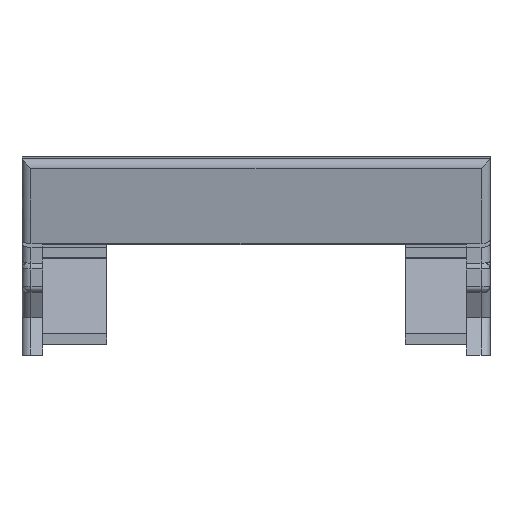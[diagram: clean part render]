
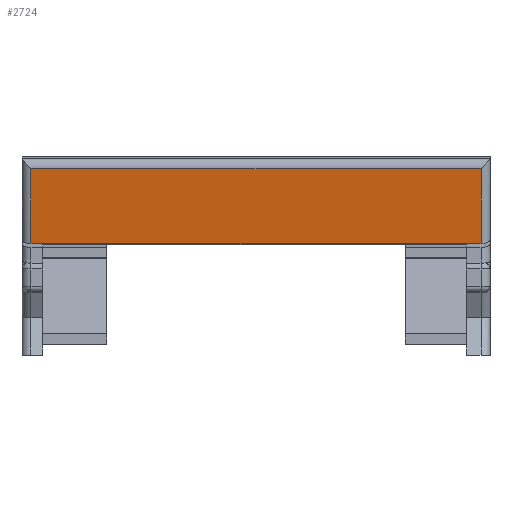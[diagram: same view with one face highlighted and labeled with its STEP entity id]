
A CAD part, front view. The second image highlights one B-rep face of the part: STEP entity #2724.
In plain terms, the highlighted planar face has unit normal (0, -0.989, -0.151).
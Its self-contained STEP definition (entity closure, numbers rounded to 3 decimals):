
#158=PLANE('',#2942);
#335=FACE_OUTER_BOUND('',#485,.T.);
#485=EDGE_LOOP('',(#2536,#2537,#2538,#2539,#2540,#2541));
#587=LINE('',#4342,#882);
#648=LINE('',#4537,#943);
#649=LINE('',#4542,#944);
#651=LINE('',#4550,#946);
#652=LINE('',#4553,#947);
#780=LINE('',#6151,#1075);
#882=VECTOR('',#3161,10.);
#943=VECTOR('',#3366,10.);
#944=VECTOR('',#3371,10.);
#946=VECTOR('',#3379,10.);
#947=VECTOR('',#3384,10.);
#1075=VECTOR('',#3646,10.);
#1139=VERTEX_POINT('',#3748);
#1159=VERTEX_POINT('',#3908);
#1231=VERTEX_POINT('',#4340);
#1282=VERTEX_POINT('',#4539);
#1283=VERTEX_POINT('',#4541);
#1286=VERTEX_POINT('',#4549);
#1510=EDGE_CURVE('',#1159,#1231,#587,.T.);
#1604=EDGE_CURVE('',#1139,#1159,#648,.T.);
#1606=EDGE_CURVE('',#1282,#1283,#649,.T.);
#1610=EDGE_CURVE('',#1283,#1286,#651,.T.);
#1612=EDGE_CURVE('',#1286,#1231,#652,.T.);
#1755=EDGE_CURVE('',#1282,#1139,#780,.T.);
#2536=ORIENTED_EDGE('',*,*,#1606,.F.);
#2537=ORIENTED_EDGE('',*,*,#1755,.T.);
#2538=ORIENTED_EDGE('',*,*,#1604,.T.);
#2539=ORIENTED_EDGE('',*,*,#1510,.T.);
#2540=ORIENTED_EDGE('',*,*,#1612,.F.);
#2541=ORIENTED_EDGE('',*,*,#1610,.F.);
#2724=ADVANCED_FACE('',(#335),#158,.T.);
#2942=AXIS2_PLACEMENT_3D('',#6152,#3647,#3648);
#3161=DIRECTION('',(1.,0.,0.));
#3366=DIRECTION('',(1.,0.,0.));
#3371=DIRECTION('',(0.,-0.151,0.988));
#3379=DIRECTION('',(1.,0.,0.));
#3384=DIRECTION('',(0.,0.151,-0.988));
#3646=DIRECTION('',(1.,0.,0.));
#3647=DIRECTION('center_axis',(0.,-0.988,-0.151));
#3648=DIRECTION('ref_axis',(0.,0.151,-0.988));
#3748=CARTESIAN_POINT('',(7.,-99.805,-11.592));
#3908=CARTESIAN_POINT('',(149.,-99.805,-11.592));
#4340=CARTESIAN_POINT('',(154.,-99.805,-11.592));
#4342=CARTESIAN_POINT('',(0.,-99.805,-11.592));
#4537=CARTESIAN_POINT('',(0.,-99.805,-11.592));
#4539=CARTESIAN_POINT('',(3.,-99.805,-11.592));
#4541=CARTESIAN_POINT('',(3.,-103.653,13.55));
#4542=CARTESIAN_POINT('',(3.,-100.259,-8.627));
#4549=CARTESIAN_POINT('',(154.,-103.653,13.55));
#4550=CARTESIAN_POINT('',(0.,-103.653,13.55));
#4553=CARTESIAN_POINT('',(154.,-100.259,-8.627));
#6151=CARTESIAN_POINT('',(0.,-99.805,-11.592));
#6152=CARTESIAN_POINT('Origin',(0.,-104.087,16.383));
